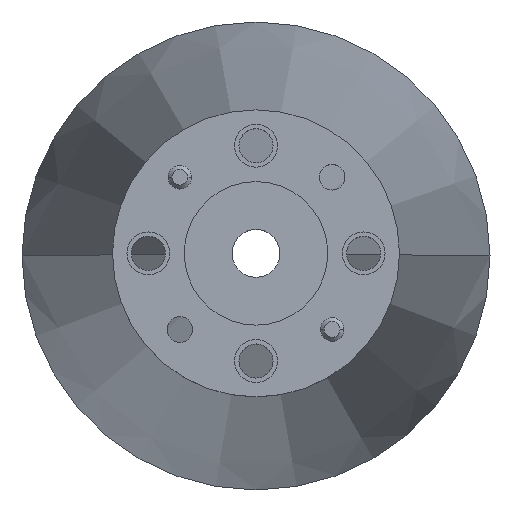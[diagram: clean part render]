
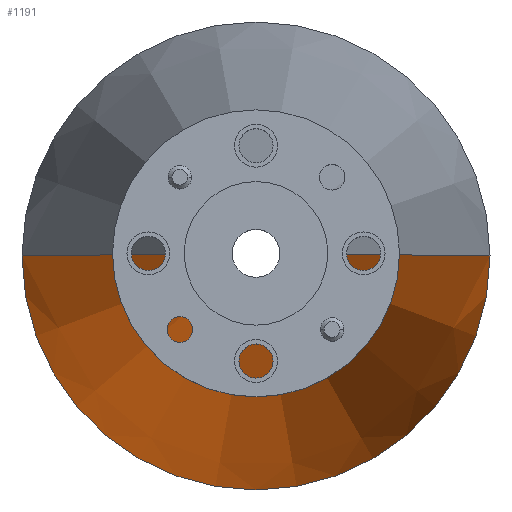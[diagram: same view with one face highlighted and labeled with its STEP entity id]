
A CAD part, top view. The second image highlights one B-rep face of the part: STEP entity #1191.
In plain terms, the highlighted conical face has half-angle 7.765 degrees and reference radius 2.857 mm.
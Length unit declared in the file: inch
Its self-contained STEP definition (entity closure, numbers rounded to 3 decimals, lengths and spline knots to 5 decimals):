
#31 = CARTESIAN_POINT ( 'NONE',  ( 0., 0., -0.278 ) ) ;
#173 = DIRECTION ( 'NONE',  ( 0., 0., -1. ) ) ;
#195 = CONICAL_SURFACE ( 'NONE', #450, 0.1125, 0.136 ) ;
#233 = DIRECTION ( 'NONE',  ( -0.135, 0., -0.991 ) ) ;
#244 = DIRECTION ( 'NONE',  ( 0., 0., 1. ) ) ;
#292 = EDGE_LOOP ( 'NONE', ( #448, #1455, #1219, #1316 ) ) ;
#332 = CARTESIAN_POINT ( 'NONE',  ( 0.1125, 0., -0.278 ) ) ;
#403 = LINE ( 'NONE', #1037, #547 ) ;
#448 = ORIENTED_EDGE ( 'NONE', *, *, #1846, .F. ) ;
#450 = AXIS2_PLACEMENT_3D ( 'NONE', #1160, #1907, #535 ) ;
#476 = AXIS2_PLACEMENT_3D ( 'NONE', #31, #173, #997 ) ;
#535 = DIRECTION ( 'NONE',  ( -1., 0., 0. ) ) ;
#547 = VECTOR ( 'NONE', #233, 39.37008 ) ;
#648 = DIRECTION ( 'NONE',  ( 0.135, 0., -0.991 ) ) ;
#734 = EDGE_CURVE ( 'NONE', #1052, #1714, #979, .T. ) ;
#795 = EDGE_CURVE ( 'NONE', #1714, #1490, #403, .T. ) ;
#979 = CIRCLE ( 'NONE', #476, 0.1125 ) ;
#997 = DIRECTION ( 'NONE',  ( -1., 0., 0. ) ) ;
#1022 = AXIS2_PLACEMENT_3D ( 'NONE', #1032, #244, #1634 ) ;
#1032 = CARTESIAN_POINT ( 'NONE',  ( 0., 0., -3.9366 ) ) ;
#1034 = FACE_OUTER_BOUND ( 'NONE', #292, .T. ) ;
#1037 = CARTESIAN_POINT ( 'NONE',  ( -0.1125, 0., -0.278 ) ) ;
#1052 = VERTEX_POINT ( 'NONE', #332 ) ;
#1160 = CARTESIAN_POINT ( 'NONE',  ( 0., 0., -0.278 ) ) ;
#1191 = ADVANCED_FACE ( 'NONE', ( #1034 ), #195, .T. ) ;
#1219 = ORIENTED_EDGE ( 'NONE', *, *, #795, .T. ) ;
#1238 = LINE ( 'NONE', #1405, #1625 ) ;
#1316 = ORIENTED_EDGE ( 'NONE', *, *, #1563, .T. ) ;
#1405 = CARTESIAN_POINT ( 'NONE',  ( 0.1125, 0., -0.278 ) ) ;
#1423 = CARTESIAN_POINT ( 'NONE',  ( -0.6114, 0., -3.9366 ) ) ;
#1455 = ORIENTED_EDGE ( 'NONE', *, *, #734, .T. ) ;
#1490 = VERTEX_POINT ( 'NONE', #1423 ) ;
#1563 = EDGE_CURVE ( 'NONE', #1490, #1635, #1878, .T. ) ;
#1624 = CARTESIAN_POINT ( 'NONE',  ( 0.6114, 0., -3.9366 ) ) ;
#1625 = VECTOR ( 'NONE', #648, 39.37008 ) ;
#1634 = DIRECTION ( 'NONE',  ( -1., 0., 0. ) ) ;
#1635 = VERTEX_POINT ( 'NONE', #1624 ) ;
#1714 = VERTEX_POINT ( 'NONE', #1818 ) ;
#1818 = CARTESIAN_POINT ( 'NONE',  ( -0.1125, 0., -0.278 ) ) ;
#1846 = EDGE_CURVE ( 'NONE', #1052, #1635, #1238, .T. ) ;
#1878 = CIRCLE ( 'NONE', #1022, 0.6114 ) ;
#1907 = DIRECTION ( 'NONE',  ( 0., 0., -1. ) ) ;
